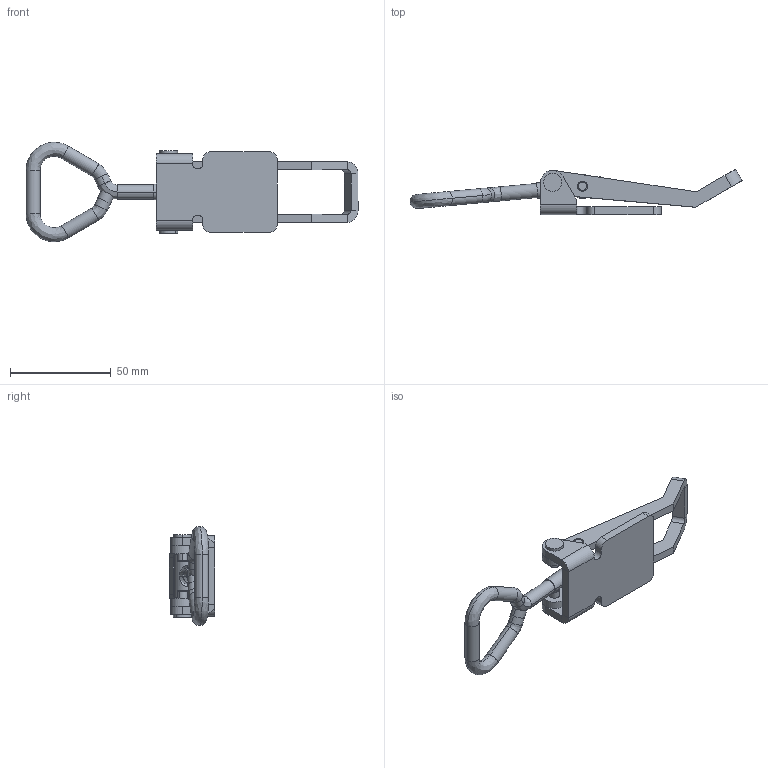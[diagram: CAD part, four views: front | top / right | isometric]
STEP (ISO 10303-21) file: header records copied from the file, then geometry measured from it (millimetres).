
FILE_DESCRIPTION (( 'STEP AP214' ), '1' );
FILE_NAME ('52101 - 703 A.STEP', '2017-01-26T14:10:44', ( '' ), ( '' ), 'SwSTEP 2.0', 'SolidWorks 2015', '' );
FILE_SCHEMA (( 'AUTOMOTIVE_DESIGN' ));
Length unit declared in the file: millimetre
Products named in the file (6): 52101 - 703 A; 703 - Skruvögla; 703 - Rulle; 704 - Rivet Gradin; 703 - Bygel; 703 - Platta A
Assembly tree (6 placements, depth 2):
  52101 - 703 A
    703 - Platta A
    703 - Bygel
    704 - Rivet Gradin  x2
    703 - Rulle
    703 - Skruvögla
Bounding box: 165 x 22.56 x 49.37 mm (x, y, z)
Volume: 28095.4 mm3; surface area: 18481.3 mm2
Topology: 6 solids, 6 shells, 147 faces, 323 edges, 194 vertices
Faces by surface type: cylinder 59, plane 58, bspline 16, cone 12, torus 2
Entity records: 4407 total; most frequent: CARTESIAN_POINT 1131, DIRECTION 679, ORIENTED_EDGE 602, EDGE_CURVE 301, AXIS2_PLACEMENT_3D 266, VERTEX_POINT 180, EDGE_LOOP 155, LINE 147
